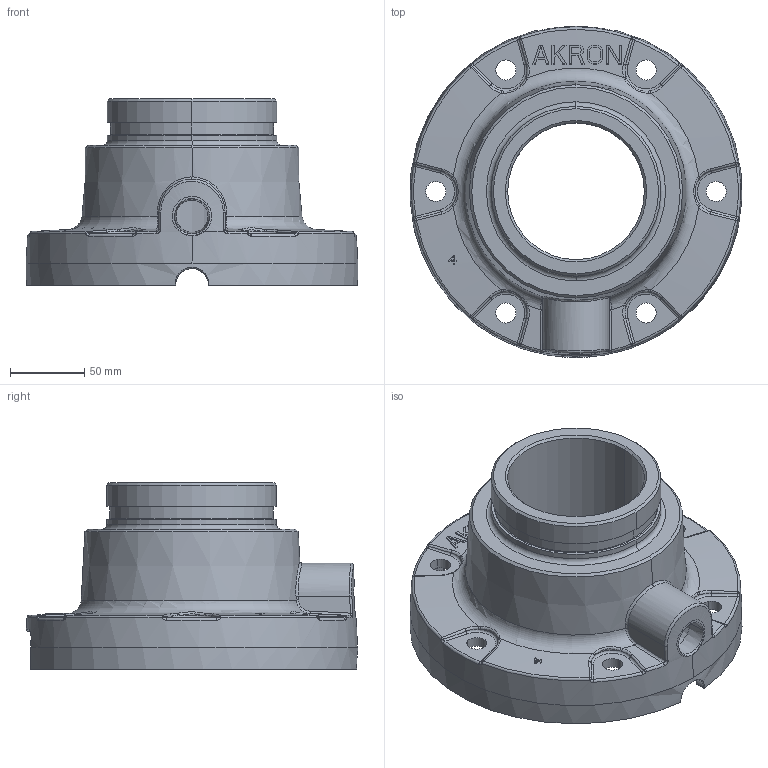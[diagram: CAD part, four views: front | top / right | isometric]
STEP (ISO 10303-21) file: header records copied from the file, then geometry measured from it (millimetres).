
FILE_DESCRIPTION((''),'2;1');
FILE_NAME('D31016','2011-12-12T',('sobri'),(''),'PRO/ENGINEER BY PARAMETRIC TECHNOLOGY CORPORATION, 2011180','PRO/ENGINEER BY PARAMETRIC TECHNOLOGY CORPORATION, 2011180','');
FILE_SCHEMA(('CONFIG_CONTROL_DESIGN'));
Length unit declared in the file: inch
Products named in the file (1): D31016
Bounding box: 223.38 x 222.93 x 125.5 mm (x, y, z)
Volume: 1191042.8 mm3; surface area: 173973.2 mm2
Topology: 1 solids, 2 shells, 344 faces, 881 edges, 547 vertices
Faces by surface type: plane 144, bspline 84, cylinder 43, torus 32, cone 29, sphere 12
Entity records: 13789 total; most frequent: CARTESIAN_POINT 6169, ORIENTED_EDGE 1756, DIRECTION 1342, EDGE_CURVE 881, VERTEX_POINT 547, AXIS2_PLACEMENT_3D 523, EDGE_LOOP 368, FACE_OUTER_BOUND 344
